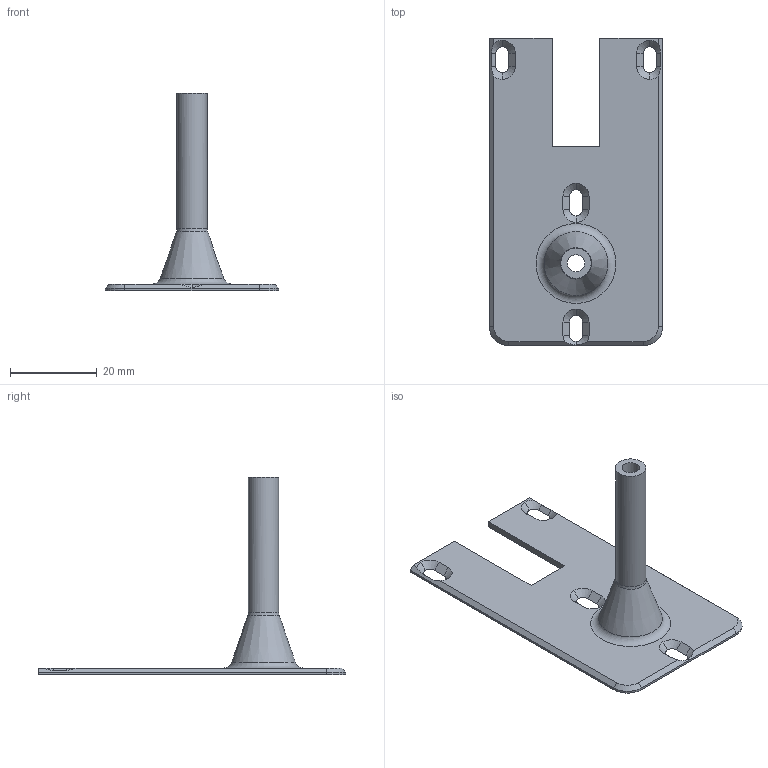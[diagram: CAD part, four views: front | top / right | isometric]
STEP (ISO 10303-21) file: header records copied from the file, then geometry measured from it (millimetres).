
FILE_DESCRIPTION(('FreeCAD Model'),'2;1');
FILE_NAME('TubeLid.step','2018-11-02T14:45:02',('Author') ,(''),'Open CASCADE STEP processor 6.9','FreeCAD','Unknown');
FILE_SCHEMA(('AUTOMOTIVE_DESIGN_CC2 { 1 2 10303 214 -1 1 5 4 }'));
Length unit declared in the file: millimetre
Products named in the file (2): ASSEMBLY; TubeLid
Assembly tree (1 placements, depth 2):
  ASSEMBLY
    TubeLid
Bounding box: 40 x 71 x 45.5 mm (x, y, z)
Volume: 5091.5 mm3; surface area: 6949.3 mm2
Topology: 1 solids, 1 shells, 49 faces, 141 edges, 92 vertices
Faces by surface type: plane 22, cone 20, cylinder 5, bspline 1, torus 1
Full cylindrical faces by diameter (mm): 4 x1, 7 x1, 10 x1
Entity records: 3683 total; most frequent: CARTESIAN_POINT 975, DIRECTION 476, ORIENTED_EDGE 282, PCURVE 282, DEFINITIONAL_REPRESENTATION 282, LINE 253, VECTOR 253, EDGE_CURVE 141
